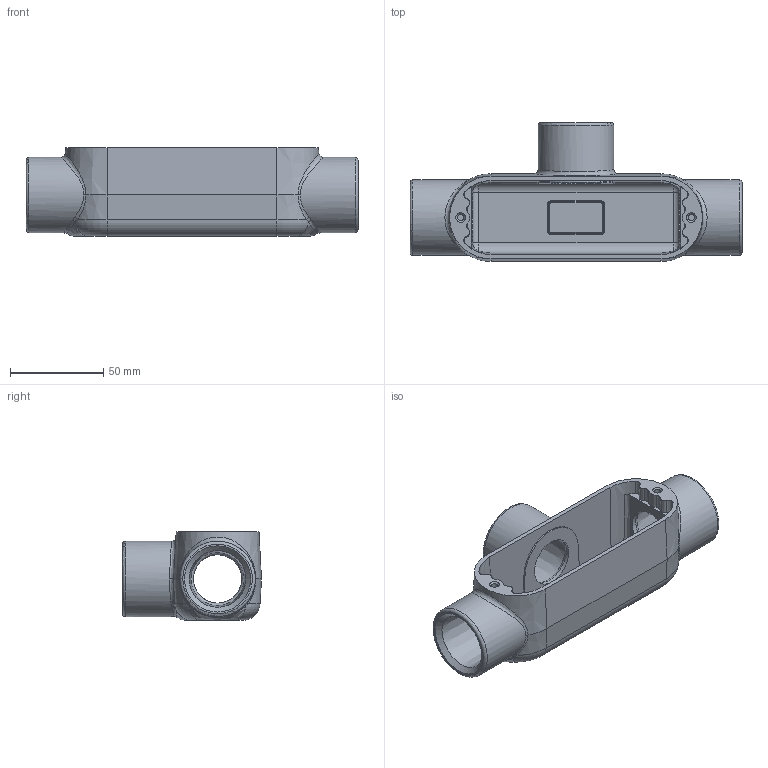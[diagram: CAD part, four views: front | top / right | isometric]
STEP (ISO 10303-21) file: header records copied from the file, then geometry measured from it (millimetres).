
FILE_DESCRIPTION(/* description */ (''),/* implementation_level */ '2;1');
FILE_NAME(/* name */ 'KIL_OT-3.stp',/* time_stamp */ '2019-12-24T12:19:06+06:00',/* author */ ('mashraf'),/* organization */ (''),/* preprocessor_version */ 'ST-DEVELOPER v16.13',/* originating_system */ 'Autodesk Inventor 2018',/* authorisation */ '');
FILE_SCHEMA (('AUTOMOTIVE_DESIGN { 1 0 10303 214 3 1 1 }'));
Length unit declared in the file: inch
Products named in the file (1): 11886-1
Bounding box: 178.23 x 74.57 x 47.62 mm (x, y, z)
Volume: 108285.2 mm3; surface area: 52972.7 mm2
Topology: 1 solids, 1 shells, 135 faces, 340 edges, 212 vertices
Faces by surface type: cone 42, plane 32, bspline 29, cylinder 18, torus 14
Full cylindrical faces by diameter (mm): 25.959 x3, 40.488 x3
Entity records: 7400 total; most frequent: CARTESIAN_POINT 4354, DIRECTION 627, ORIENTED_EDGE 614, EDGE_CURVE 307, AXIS2_PLACEMENT_3D 266, VERTEX_POINT 201, EDGE_LOOP 168, FACE_OUTER_BOUND 135
